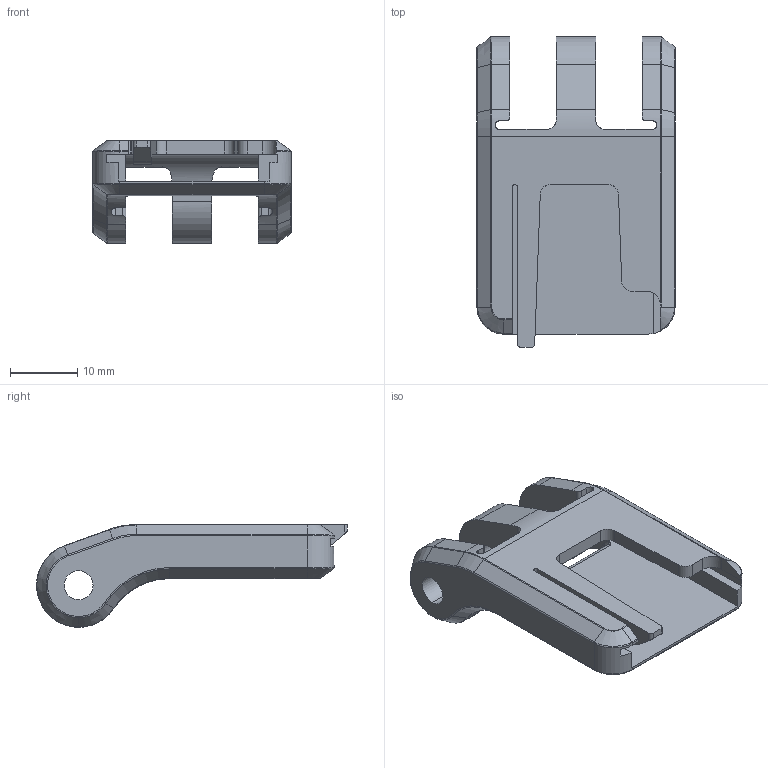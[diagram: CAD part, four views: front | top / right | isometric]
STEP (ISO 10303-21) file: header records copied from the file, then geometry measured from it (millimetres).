
FILE_DESCRIPTION (( 'STEP AP214' ), '1' );
FILE_NAME ('529-P001-PCB housing-RevA.STEP', '2021-10-15T07:05:21', ( 'Hewlett-Packard Company' ), ( 'Hewlett-Packard Company' ), 'SwSTEP 2.0', 'SolidWorks 2021', '' );
FILE_SCHEMA (( 'AUTOMOTIVE_DESIGN' ));
Length unit declared in the file: millimetre
Products named in the file (1): 529-P001-PCB housing-RevA
Bounding box: 29.4 x 46.15 x 15.25 mm (x, y, z)
Volume: 5214.6 mm3; surface area: 5134.4 mm2
Topology: 1 solids, 1 shells, 161 faces, 422 edges, 262 vertices
Faces by surface type: cylinder 65, plane 59, torus 26, cone 11
Entity records: 5147 total; most frequent: CARTESIAN_POINT 1083, DIRECTION 874, ORIENTED_EDGE 844, EDGE_CURVE 422, AXIS2_PLACEMENT_3D 325, VERTEX_POINT 262, LINE 224, VECTOR 224
